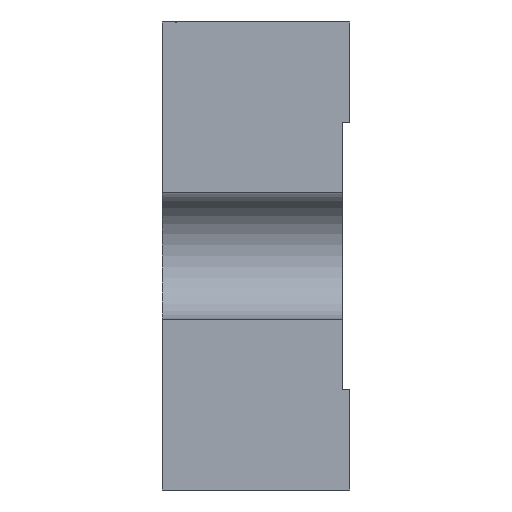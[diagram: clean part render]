
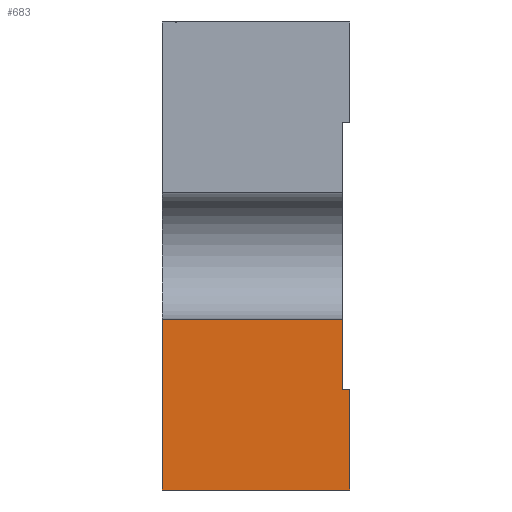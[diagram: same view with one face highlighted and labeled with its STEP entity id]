
A CAD part, left-side view. The second image highlights one B-rep face of the part: STEP entity #683.
In plain terms, the highlighted planar face has unit normal (-1, 0, 0).
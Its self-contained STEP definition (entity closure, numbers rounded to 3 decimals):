
#129 = VERTEX_POINT ( 'NONE', #3466 ) ;
#143 = EDGE_CURVE ( 'NONE', #665, #5363, #3529, .T. ) ;
#665 = VERTEX_POINT ( 'NONE', #4600 ) ;
#682 = ORIENTED_EDGE ( 'NONE', *, *, #694, .F. ) ;
#683 = ADVANCED_FACE ( 'NONE', ( #4660 ), #4654, .F. ) ;
#684 = ORIENTED_EDGE ( 'NONE', *, *, #689, .T. ) ;
#686 = VERTEX_POINT ( 'NONE', #4659 ) ;
#687 = EDGE_LOOP ( 'NONE', ( #684, #682, #729, #728, #730, #758 ) ) ;
#689 = EDGE_CURVE ( 'NONE', #129, #686, #4689, .T. ) ;
#690 = VERTEX_POINT ( 'NONE', #4690 ) ;
#692 = EDGE_CURVE ( 'NONE', #665, #129, #4730, .T. ) ;
#694 = EDGE_CURVE ( 'NONE', #690, #686, #4722, .T. ) ;
#727 = EDGE_CURVE ( 'NONE', #5360, #690, #4853, .T. ) ;
#728 = ORIENTED_EDGE ( 'NONE', *, *, #5351, .F. ) ;
#729 = ORIENTED_EDGE ( 'NONE', *, *, #727, .F. ) ;
#730 = ORIENTED_EDGE ( 'NONE', *, *, #143, .F. ) ;
#758 = ORIENTED_EDGE ( 'NONE', *, *, #692, .T. ) ;
#3466 = CARTESIAN_POINT ( 'NONE',  ( -57.5, 0., -12.5 ) ) ;
#3527 = VECTOR ( 'NONE', #3585, 1000. ) ;
#3528 = CARTESIAN_POINT ( 'NONE',  ( -57.5, 10., -3.365 ) ) ;
#3529 = LINE ( 'NONE', #3528, #3527 ) ;
#3585 = DIRECTION ( 'NONE',  ( 0., 0., 1. ) ) ;
#4600 = CARTESIAN_POINT ( 'NONE',  ( -57.5, 10., -12.5 ) ) ;
#4654 = PLANE ( 'NONE',  #4663 ) ;
#4659 = CARTESIAN_POINT ( 'NONE',  ( -57.5, 0., -7.15 ) ) ;
#4660 = FACE_OUTER_BOUND ( 'NONE', #687, .T. ) ;
#4663 = AXIS2_PLACEMENT_3D ( 'NONE', #4698, #4697, #4696 ) ;
#4686 = DIRECTION ( 'NONE',  ( 0., 0., 1. ) ) ;
#4687 = VECTOR ( 'NONE', #4686, 1000. ) ;
#4688 = CARTESIAN_POINT ( 'NONE',  ( -57.5, 0., -3.365 ) ) ;
#4689 = LINE ( 'NONE', #4688, #4687 ) ;
#4690 = CARTESIAN_POINT ( 'NONE',  ( -57.5, 0.381, -7.15 ) ) ;
#4696 = DIRECTION ( 'NONE',  ( 0., 0., -1. ) ) ;
#4697 = DIRECTION ( 'NONE',  ( 1., 0., 0. ) ) ;
#4698 = CARTESIAN_POINT ( 'NONE',  ( -57.5, 10., -3.365 ) ) ;
#4719 = DIRECTION ( 'NONE',  ( 0., -1., 0. ) ) ;
#4720 = VECTOR ( 'NONE', #4719, 1000. ) ;
#4721 = CARTESIAN_POINT ( 'NONE',  ( -57.5, 0.381, -7.15 ) ) ;
#4722 = LINE ( 'NONE', #4721, #4720 ) ;
#4727 = DIRECTION ( 'NONE',  ( 0., -1., 0. ) ) ;
#4728 = VECTOR ( 'NONE', #4727, 1000. ) ;
#4729 = CARTESIAN_POINT ( 'NONE',  ( -57.5, 10., -12.5 ) ) ;
#4730 = LINE ( 'NONE', #4729, #4728 ) ;
#4850 = DIRECTION ( 'NONE',  ( 0., 0., -1. ) ) ;
#4851 = VECTOR ( 'NONE', #4850, 1000. ) ;
#4852 = CARTESIAN_POINT ( 'NONE',  ( -57.5, 0.381, 7.15 ) ) ;
#4853 = LINE ( 'NONE', #4852, #4851 ) ;
#5351 = EDGE_CURVE ( 'NONE', #5363, #5360, #6665, .T. ) ;
#5360 = VERTEX_POINT ( 'NONE', #6692 ) ;
#5363 = VERTEX_POINT ( 'NONE', #6671 ) ;
#6663 = VECTOR ( 'NONE', #6686, 1000. ) ;
#6664 = CARTESIAN_POINT ( 'NONE',  ( -57.5, 10., -3.365 ) ) ;
#6665 = LINE ( 'NONE', #6664, #6663 ) ;
#6671 = CARTESIAN_POINT ( 'NONE',  ( -57.5, 10., -3.365 ) ) ;
#6686 = DIRECTION ( 'NONE',  ( 0., -1., 0. ) ) ;
#6692 = CARTESIAN_POINT ( 'NONE',  ( -57.5, 0.381, -3.365 ) ) ;
